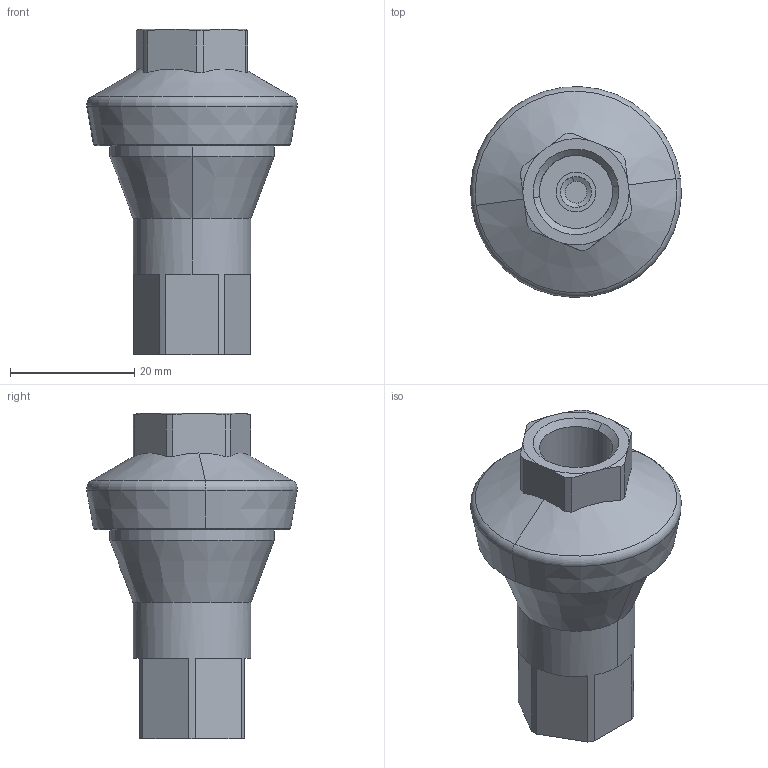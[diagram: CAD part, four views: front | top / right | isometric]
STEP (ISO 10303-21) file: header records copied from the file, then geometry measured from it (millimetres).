
FILE_DESCRIPTION(/* description */ ('VariCAD 2016-1.04 AP-214'),/* implementation_level */ '2;1');
FILE_NAME(/* name */ 'ildr_14-x.stp',/* time_stamp */ '2016-06-16T08:51:02+02:00',/* author */ (''),/* organization */ (''),/* preprocessor_version */ 'ST-DEVELOPER v14',/* originating_system */ 'VariCAD 2016-1.04; kernel version (20130303)',/* authorisation */ '');
FILE_SCHEMA (('AUTOMOTIVE_DESIGN'));
Length unit declared in the file: millimetre
Products named in the file (13): ildr_14-x; ildr_14-x<12>; ildr_14-x<11>; ildr_14-x<10>; ildr_14-x<9>; ildr_14-x<8>; ildr_14-x<7>; ildr_14-x<6>; ildr_14-x<5>; ildr_14-x<4>; ildr_14-x<3>; ildr_14-x<2>; ildr_14-x<1>
Assembly tree (12 placements, depth 2):
  ildr_14-x
    ildr_14-x<12>
    ildr_14-x<11>
    ildr_14-x<10>
    ildr_14-x<9>
    ildr_14-x<8>
    ildr_14-x<7>
    ildr_14-x<6>
    ildr_14-x<5>
    ildr_14-x<4>
    ildr_14-x<3>
    ildr_14-x<2>
    ildr_14-x<1>
Bounding box: 33.97 x 33.97 x 52.5 mm (x, y, z)
Volume: 12487 mm3; surface area: 14208.7 mm2
Topology: 12 solids, 12 shells, 275 faces, 646 edges, 404 vertices
Faces by surface type: cylinder 96, plane 93, cone 52, torus 34
Entity records: 8898 total; most frequent: CARTESIAN_POINT 1843, DIRECTION 1590, ORIENTED_EDGE 1292, AXIS2_PLACEMENT_3D 666, EDGE_CURVE 646, VERTEX_POINT 406, CIRCLE 354, EDGE_LOOP 316
